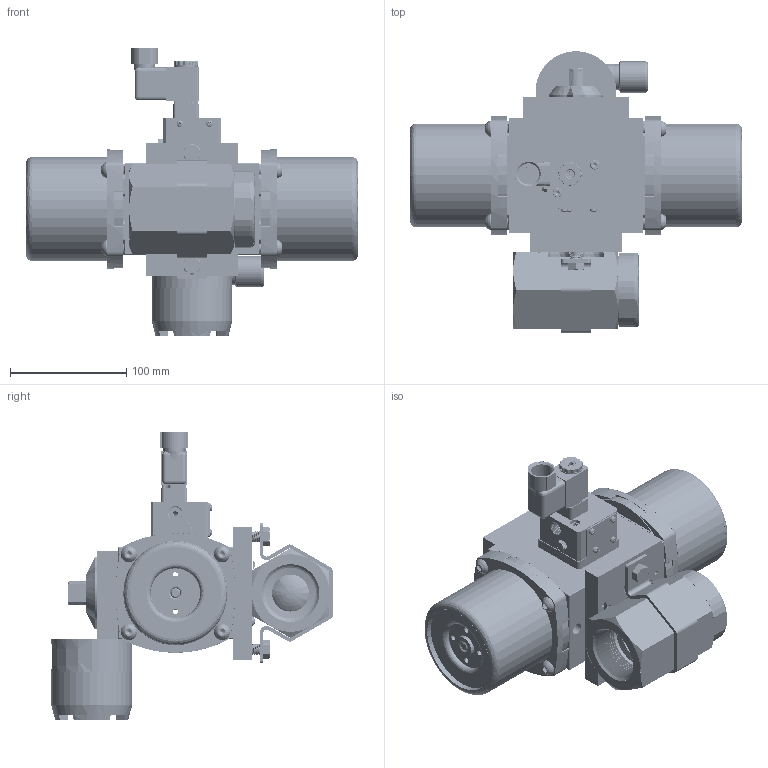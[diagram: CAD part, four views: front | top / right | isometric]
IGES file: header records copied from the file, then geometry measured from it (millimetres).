
Start section: SolidWorks IGES file using analytic representation for surfaces
Global section: file name: 82XXA522SR3GPDCLS.igs; native system: SolidWorks 2017; preprocessor: SolidWorks 2017; author: ryanm; date: 180430.141458; units: inch
Bounding box: 285.09 x 241.75 x 247.55 mm (x, y, z)
Surface area: 607972.9 mm2 (no closed solid volume)
Topology: 0 solids, 0 shells, 5915 faces, 72990 edges, 72840 vertices
Faces by surface type: revolution 4503, bspline 1412
